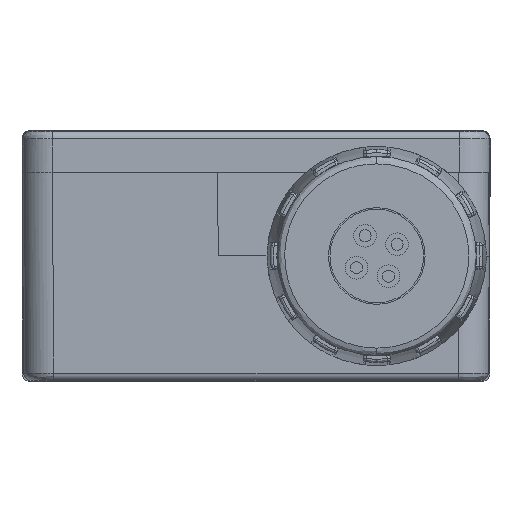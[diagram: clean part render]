
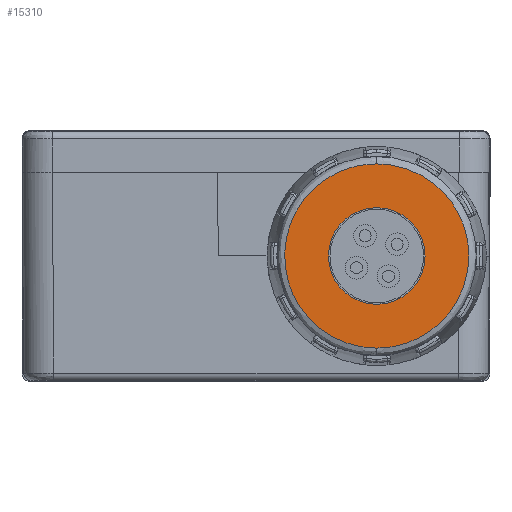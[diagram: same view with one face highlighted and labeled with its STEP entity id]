
A CAD part, front view. The second image highlights one B-rep face of the part: STEP entity #15310.
In plain terms, the highlighted planar face has unit normal (0, -1, 0).
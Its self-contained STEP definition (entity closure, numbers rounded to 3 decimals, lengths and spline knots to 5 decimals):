
#430 = ORIENTED_EDGE ( 'NONE', *, *, #46120, .F. ) ;
#790 = CARTESIAN_POINT ( 'NONE',  ( 0.88873, -2.08661, -0.42916 ) ) ;
#964 = ORIENTED_EDGE ( 'NONE', *, *, #37606, .F. ) ;
#1012 = CARTESIAN_POINT ( 'NONE',  ( 0.74803, -2.08661, 0.0512 ) ) ;
#1505 = DIRECTION ( 'NONE',  ( 1., 0., 0. ) ) ;
#2389 = CARTESIAN_POINT ( 'NONE',  ( 0.74803, -2.08661, -0.42916 ) ) ;
#4350 = DIRECTION ( 'NONE',  ( -1., 0., 0. ) ) ;
#4468 = CARTESIAN_POINT ( 'NONE',  ( 0.74803, -2.08661, -0.18898 ) ) ;
#6332 = CARTESIAN_POINT ( 'NONE',  ( 0.74803, -2.08661, 0.0512 ) ) ;
#8333 = CARTESIAN_POINT ( 'NONE',  ( 0.26767, -2.08661, -0.42916 ) ) ;
#9748 = CARTESIAN_POINT ( 'NONE',  ( 0.98821, -2.08661, -0.04828 ) ) ;
#10621 = EDGE_CURVE ( 'NONE', #30867, #29333, #45699, .T. ) ;
#10690 = CIRCLE ( 'NONE', #23913, 0.12598 ) ;
#10948 = EDGE_CURVE ( 'NONE', #19980, #14037, #37833, .T. ) ;
#13347 = DIRECTION ( 'NONE',  ( -1., 0., 0. ) ) ;
#14037 = VERTEX_POINT ( 'NONE', #17479 ) ;
#15310 = ADVANCED_FACE ( 'NONE', ( #37916, #20050 ), #45495, .T. ) ;
#15803 = EDGE_CURVE ( 'NONE', #14037, #19980, #10690, .T. ) ;
#16144 = CARTESIAN_POINT ( 'NONE',  ( 0.98821, -2.08661, -0.32967 ) ) ;
#16265 =( BOUNDED_CURVE ( )  B_SPLINE_CURVE ( 3, ( #6332, #39784, #9748, #46631 ),
 .UNSPECIFIED., .F., .F. ) 
 B_SPLINE_CURVE_WITH_KNOTS ( ( 4, 4 ),
 ( 0., 1. ),
 .UNSPECIFIED. ) 
 CURVE ( )  GEOMETRIC_REPRESENTATION_ITEM ( )  RATIONAL_B_SPLINE_CURVE ( ( 1., 0.805, 0.805, 1. ) ) 
 REPRESENTATION_ITEM ( '' )  );
#17479 = CARTESIAN_POINT ( 'NONE',  ( 0.87402, -2.08661, -0.18898 ) ) ;
#17910 = CARTESIAN_POINT ( 'NONE',  ( 0.98821, -2.08661, -0.18898 ) ) ;
#19980 = VERTEX_POINT ( 'NONE', #37056 ) ;
#20050 = FACE_OUTER_BOUND ( 'NONE', #27420, .T. ) ;
#22193 = ORIENTED_EDGE ( 'NONE', *, *, #10948, .T. ) ;
#23462 = ORIENTED_EDGE ( 'NONE', *, *, #15803, .T. ) ;
#23714 = CARTESIAN_POINT ( 'NONE',  ( 0.98821, -2.08661, -0.18898 ) ) ;
#23913 = AXIS2_PLACEMENT_3D ( 'NONE', #26555, #27264, #4350 ) ;
#24070 = DIRECTION ( 'NONE',  ( 0., 1., 0. ) ) ;
#24677 = AXIS2_PLACEMENT_3D ( 'NONE', #4468, #34960, #1505 ) ;
#26555 = CARTESIAN_POINT ( 'NONE',  ( 0.74803, -2.08661, -0.18898 ) ) ;
#27264 = DIRECTION ( 'NONE',  ( 0., 1., 0. ) ) ;
#27420 = EDGE_LOOP ( 'NONE', ( #964, #430, #34303 ) ) ;
#29333 = VERTEX_POINT ( 'NONE', #2389 ) ;
#30867 = VERTEX_POINT ( 'NONE', #17910 ) ;
#30918 = EDGE_LOOP ( 'NONE', ( #23462, #22193 ) ) ;
#33544 =( BOUNDED_CURVE ( )  B_SPLINE_CURVE ( 3, ( #34702, #8333, #34944, #38134 ),
 .UNSPECIFIED., .F., .F. ) 
 B_SPLINE_CURVE_WITH_KNOTS ( ( 4, 4 ),
 ( 0., 1. ),
 .UNSPECIFIED. ) 
 CURVE ( )  GEOMETRIC_REPRESENTATION_ITEM ( )  RATIONAL_B_SPLINE_CURVE ( ( 1., 0.333, 0.333, 1. ) ) 
 REPRESENTATION_ITEM ( '' )  );
#34303 = ORIENTED_EDGE ( 'NONE', *, *, #10621, .F. ) ;
#34702 = CARTESIAN_POINT ( 'NONE',  ( 0.74803, -2.08661, -0.42916 ) ) ;
#34944 = CARTESIAN_POINT ( 'NONE',  ( 0.26767, -2.08661, 0.0512 ) ) ;
#34960 = DIRECTION ( 'NONE',  ( 0., -1., 0. ) ) ;
#35328 = CARTESIAN_POINT ( 'NONE',  ( 0.74803, -2.08661, -0.18898 ) ) ;
#37056 = CARTESIAN_POINT ( 'NONE',  ( 0.62205, -2.08661, -0.18898 ) ) ;
#37606 = EDGE_CURVE ( 'NONE', #46060, #30867, #16265, .T. ) ;
#37833 = CIRCLE ( 'NONE', #44079, 0.12598 ) ;
#37916 = FACE_BOUND ( 'NONE', #30918, .T. ) ;
#38134 = CARTESIAN_POINT ( 'NONE',  ( 0.74803, -2.08661, 0.0512 ) ) ;
#38873 = CARTESIAN_POINT ( 'NONE',  ( 0.74803, -2.08661, -0.42916 ) ) ;
#39784 = CARTESIAN_POINT ( 'NONE',  ( 0.88873, -2.08661, 0.0512 ) ) ;
#44079 = AXIS2_PLACEMENT_3D ( 'NONE', #35328, #24070, #13347 ) ;
#45495 = PLANE ( 'NONE',  #24677 ) ;
#45699 =( BOUNDED_CURVE ( )  B_SPLINE_CURVE ( 3, ( #23714, #16144, #790, #38873 ),
 .UNSPECIFIED., .F., .F. ) 
 B_SPLINE_CURVE_WITH_KNOTS ( ( 4, 4 ),
 ( 0., 1. ),
 .UNSPECIFIED. ) 
 CURVE ( )  GEOMETRIC_REPRESENTATION_ITEM ( )  RATIONAL_B_SPLINE_CURVE ( ( 1., 0.805, 0.805, 1. ) ) 
 REPRESENTATION_ITEM ( '' )  );
#46060 = VERTEX_POINT ( 'NONE', #1012 ) ;
#46120 = EDGE_CURVE ( 'NONE', #29333, #46060, #33544, .T. ) ;
#46631 = CARTESIAN_POINT ( 'NONE',  ( 0.98821, -2.08661, -0.18898 ) ) ;
